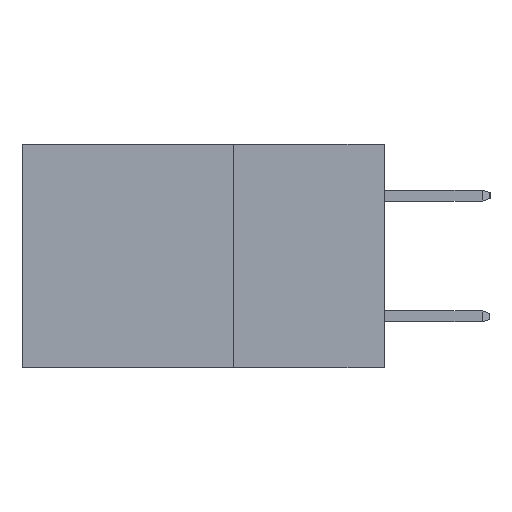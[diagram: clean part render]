
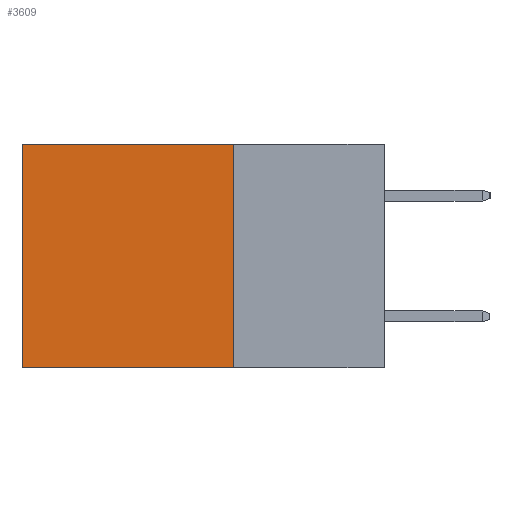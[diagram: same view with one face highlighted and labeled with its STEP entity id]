
A CAD part, left-side view. The second image highlights one B-rep face of the part: STEP entity #3609.
In plain terms, the highlighted planar face has unit normal (-1, 0, 0).
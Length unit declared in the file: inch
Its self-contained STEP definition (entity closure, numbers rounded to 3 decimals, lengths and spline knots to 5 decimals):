
#204 = CARTESIAN_POINT ( 'NONE',  ( 0.298, 0.6, -0.37 ) ) ;
#457 = ORIENTED_EDGE ( 'NONE', *, *, #6174, .T. ) ;
#912 = AXIS2_PLACEMENT_3D ( 'NONE', #4327, #4452, #3573 ) ;
#940 = ORIENTED_EDGE ( 'NONE', *, *, #6488, .T. ) ;
#967 = CARTESIAN_POINT ( 'NONE',  ( 0.298, 0.25, 0. ) ) ;
#1099 = ORIENTED_EDGE ( 'NONE', *, *, #9400, .F. ) ;
#1391 = VERTEX_POINT ( 'NONE', #204 ) ;
#2145 = VERTEX_POINT ( 'NONE', #8313 ) ;
#3068 = DIRECTION ( 'NONE',  ( 0., 0., -1. ) ) ;
#3144 = CARTESIAN_POINT ( 'NONE',  ( 0.298, 0.25, -0.37 ) ) ;
#3573 = DIRECTION ( 'NONE',  ( 0., 0., -1. ) ) ;
#3609 = ADVANCED_FACE ( 'NONE', ( #5120 ), #8728, .F. ) ;
#3714 = CARTESIAN_POINT ( 'NONE',  ( 0.298, 0.25, 0. ) ) ;
#3823 = ORIENTED_EDGE ( 'NONE', *, *, #9125, .F. ) ;
#3825 = EDGE_LOOP ( 'NONE', ( #457, #3823, #1099, #940 ) ) ;
#3864 = VECTOR ( 'NONE', #5510, 39.37008 ) ;
#4327 = CARTESIAN_POINT ( 'NONE',  ( 0.298, 0.25, 0. ) ) ;
#4452 = DIRECTION ( 'NONE',  ( 1., 0., 0. ) ) ;
#5120 = FACE_OUTER_BOUND ( 'NONE', #3825, .T. ) ;
#5329 = VECTOR ( 'NONE', #6831, 39.37008 ) ;
#5510 = DIRECTION ( 'NONE',  ( 0., 1., 0. ) ) ;
#5746 = VECTOR ( 'NONE', #5838, 39.37008 ) ;
#5838 = DIRECTION ( 'NONE',  ( 0., 1., 0. ) ) ;
#6174 = EDGE_CURVE ( 'NONE', #2145, #1391, #7456, .T. ) ;
#6488 = EDGE_CURVE ( 'NONE', #8718, #2145, #9719, .T. ) ;
#6831 = DIRECTION ( 'NONE',  ( 0., 0., -1. ) ) ;
#7456 = LINE ( 'NONE', #9307, #5329 ) ;
#7652 = VECTOR ( 'NONE', #3068, 39.37008 ) ;
#8027 = LINE ( 'NONE', #10222, #3864 ) ;
#8313 = CARTESIAN_POINT ( 'NONE',  ( 0.298, 0.6, 0. ) ) ;
#8718 = VERTEX_POINT ( 'NONE', #3714 ) ;
#8728 = PLANE ( 'NONE',  #912 ) ;
#9125 = EDGE_CURVE ( 'NONE', #9488, #1391, #8027, .T. ) ;
#9307 = CARTESIAN_POINT ( 'NONE',  ( 0.298, 0.6, 0. ) ) ;
#9400 = EDGE_CURVE ( 'NONE', #8718, #9488, #9772, .T. ) ;
#9488 = VERTEX_POINT ( 'NONE', #3144 ) ;
#9719 = LINE ( 'NONE', #967, #5746 ) ;
#9744 = CARTESIAN_POINT ( 'NONE',  ( 0.298, 0.25, 0. ) ) ;
#9772 = LINE ( 'NONE', #9744, #7652 ) ;
#10222 = CARTESIAN_POINT ( 'NONE',  ( 0.298, 0.25, -0.37 ) ) ;
